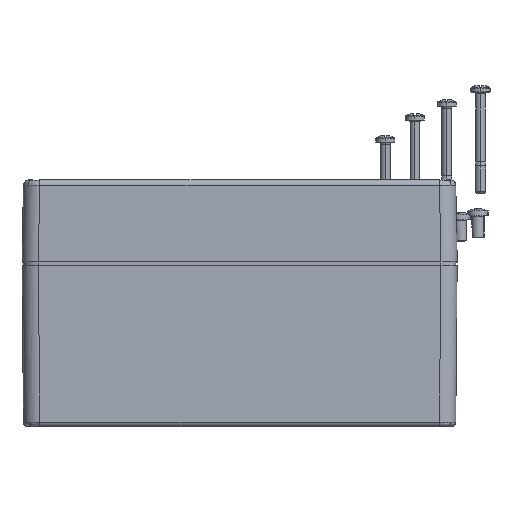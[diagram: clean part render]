
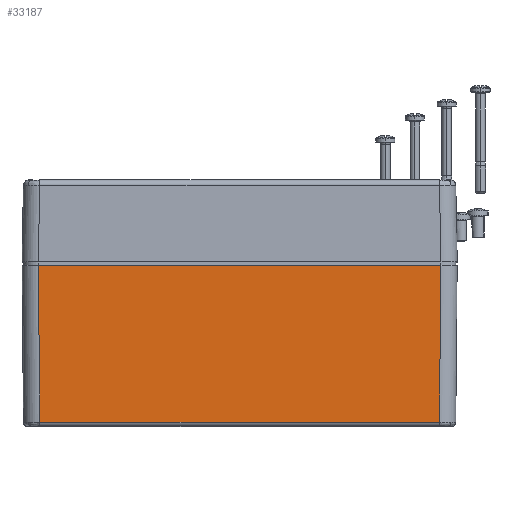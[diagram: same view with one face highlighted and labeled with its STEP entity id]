
A CAD part, top view. The second image highlights one B-rep face of the part: STEP entity #33187.
In plain terms, the highlighted planar face has unit normal (0, -0.009, 1).
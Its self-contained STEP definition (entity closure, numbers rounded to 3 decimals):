
#27746 = VERTEX_POINT('',#27747);
#27747 = CARTESIAN_POINT('',(-73.472,-60.513,
    59.472));
#32660 = VERTEX_POINT('',#32661);
#32661 = CARTESIAN_POINT('',(-73.974,-3.,59.974));
#32670 = EDGE_CURVE('',#32671,#32660,#32673,.T.);
#32671 = VERTEX_POINT('',#32672);
#32672 = CARTESIAN_POINT('',(73.974,-3.,59.974));
#32673 = LINE('',#32674,#32675);
#32674 = CARTESIAN_POINT('',(-80.,-3.,59.974));
#32675 = VECTOR('',#32676,1.);
#32676 = DIRECTION('',(-1.,0.,0.));
#33061 = VERTEX_POINT('',#33062);
#33062 = CARTESIAN_POINT('',(73.472,-60.513,
    59.472));
#33114 = EDGE_CURVE('',#27746,#33061,#33115,.T.);
#33115 = LINE('',#33116,#33117);
#33116 = CARTESIAN_POINT('',(-80.,-60.513,59.472));
#33117 = VECTOR('',#33118,1.);
#33118 = DIRECTION('',(1.,0.,0.));
#33187 = ADVANCED_FACE('',(#33188),#33204,.T.);
#33188 = FACE_BOUND('',#33189,.T.);
#33189 = EDGE_LOOP('',(#33190,#33196,#33197,#33203));
#33190 = ORIENTED_EDGE('',*,*,#33191,.T.);
#33191 = EDGE_CURVE('',#33061,#32671,#33192,.T.);
#33192 = LINE('',#33193,#33194);
#33193 = CARTESIAN_POINT('',(73.989,-1.344,
    59.988));
#33194 = VECTOR('',#33195,1.);
#33195 = DIRECTION('',(0.009,1.,
    0.009));
#33196 = ORIENTED_EDGE('',*,*,#32670,.T.);
#33197 = ORIENTED_EDGE('',*,*,#33198,.T.);
#33198 = EDGE_CURVE('',#32660,#27746,#33199,.T.);
#33199 = LINE('',#33200,#33201);
#33200 = CARTESIAN_POINT('',(-74.001,0.052,
    60.));
#33201 = VECTOR('',#33202,1.);
#33202 = DIRECTION('',(0.009,-1.,
    -0.009));
#33203 = ORIENTED_EDGE('',*,*,#33114,.T.);
#33204 = PLANE('',#33205);
#33205 = AXIS2_PLACEMENT_3D('',#33206,#33207,#33208);
#33206 = CARTESIAN_POINT('',(-80.,0.,60.));
#33207 = DIRECTION('',(0.,-0.009,1.));
#33208 = DIRECTION('',(0.,-1.,-0.009));
